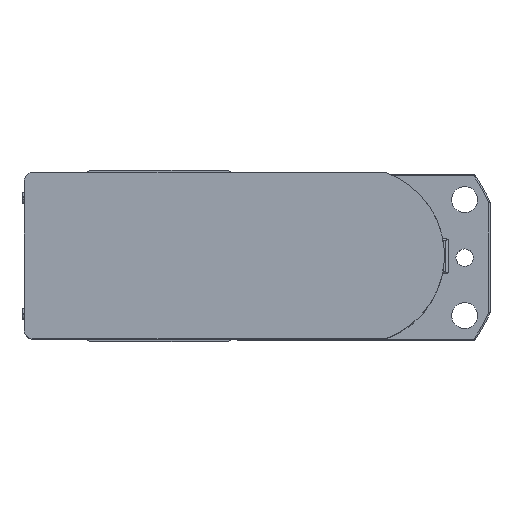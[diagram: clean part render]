
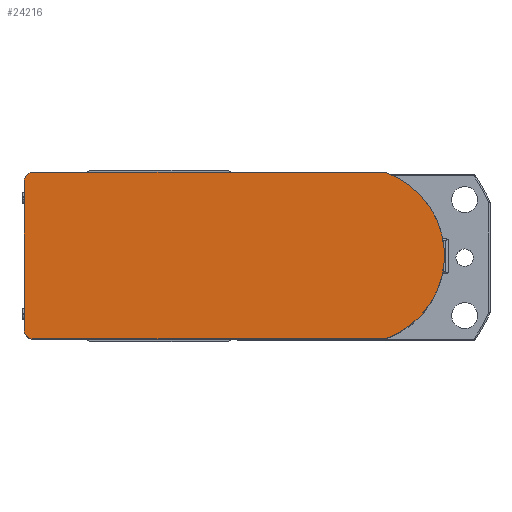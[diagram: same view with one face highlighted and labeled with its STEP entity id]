
A CAD part, top view. The second image highlights one B-rep face of the part: STEP entity #24216.
In plain terms, the highlighted planar face has unit normal (0, 0, 1).
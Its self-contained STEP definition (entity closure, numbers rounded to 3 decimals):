
#849=LINE('',#36992,#2688);
#850=LINE('',#36996,#2689);
#851=LINE('',#37000,#2690);
#2688=VECTOR('',#29271,10.);
#2689=VECTOR('',#29274,10.);
#2690=VECTOR('',#29277,10.);
#4452=PLANE('',#25974);
#5698=FACE_OUTER_BOUND('',#7160,.T.);
#7160=EDGE_LOOP('',(#16386,#16387,#16388,#16389,#16390,#16391));
#8932=CIRCLE('',#25975,61.);
#8933=CIRCLE('',#25976,6.6);
#8934=CIRCLE('',#25977,6.6);
#10285=VERTEX_POINT('',#36990);
#10286=VERTEX_POINT('',#36991);
#10287=VERTEX_POINT('',#36993);
#10288=VERTEX_POINT('',#36995);
#10289=VERTEX_POINT('',#36997);
#10290=VERTEX_POINT('',#36999);
#12676=EDGE_CURVE('',#10285,#10286,#849,.T.);
#12677=EDGE_CURVE('',#10286,#10287,#8932,.T.);
#12678=EDGE_CURVE('',#10287,#10288,#850,.T.);
#12679=EDGE_CURVE('',#10288,#10289,#8933,.T.);
#12680=EDGE_CURVE('',#10289,#10290,#851,.T.);
#12681=EDGE_CURVE('',#10290,#10285,#8934,.T.);
#16386=ORIENTED_EDGE('',*,*,#12676,.T.);
#16387=ORIENTED_EDGE('',*,*,#12677,.T.);
#16388=ORIENTED_EDGE('',*,*,#12678,.T.);
#16389=ORIENTED_EDGE('',*,*,#12679,.T.);
#16390=ORIENTED_EDGE('',*,*,#12680,.T.);
#16391=ORIENTED_EDGE('',*,*,#12681,.T.);
#24216=ADVANCED_FACE('',(#5698),#4452,.T.);
#25974=AXIS2_PLACEMENT_3D('',#36989,#29269,#29270);
#25975=AXIS2_PLACEMENT_3D('',#36994,#29272,#29273);
#25976=AXIS2_PLACEMENT_3D('',#36998,#29275,#29276);
#25977=AXIS2_PLACEMENT_3D('',#37001,#29278,#29279);
#29269=DIRECTION('center_axis',(0.,0.,
1.));
#29270=DIRECTION('ref_axis',(1.,0.,0.));
#29271=DIRECTION('',(1.,0.,0.));
#29272=DIRECTION('center_axis',(0.,0.,
1.));
#29273=DIRECTION('ref_axis',(0.334,-0.943,0.));
#29274=DIRECTION('',(-1.,0.,0.));
#29275=DIRECTION('center_axis',(0.,0.,
1.));
#29276=DIRECTION('ref_axis',(0.,1.,0.));
#29277=DIRECTION('',(0.,-1.,0.));
#29278=DIRECTION('center_axis',(0.,0.,
1.));
#29279=DIRECTION('ref_axis',(-1.,0.,0.));
#36989=CARTESIAN_POINT('Origin',(-98.708,0.,
832.));
#36990=CARTESIAN_POINT('',(-222.4,-57.5,832.));
#36991=CARTESIAN_POINT('',(20.365,-57.5,832.));
#36992=CARTESIAN_POINT('',(-222.4,-57.5,832.));
#36993=CARTESIAN_POINT('',(20.365,57.5,832.));
#36994=CARTESIAN_POINT('Origin',(0.,0.,
832.));
#36995=CARTESIAN_POINT('',(-222.4,57.5,832.));
#36996=CARTESIAN_POINT('',(20.365,57.5,832.));
#36997=CARTESIAN_POINT('',(-229.,50.9,832.));
#36998=CARTESIAN_POINT('Origin',(-222.4,50.9,832.));
#36999=CARTESIAN_POINT('',(-229.,-50.9,832.));
#37000=CARTESIAN_POINT('',(-229.,50.9,832.));
#37001=CARTESIAN_POINT('Origin',(-222.4,-50.9,832.));
